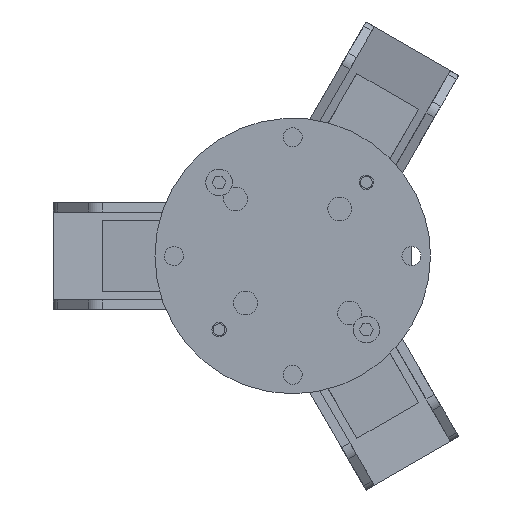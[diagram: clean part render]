
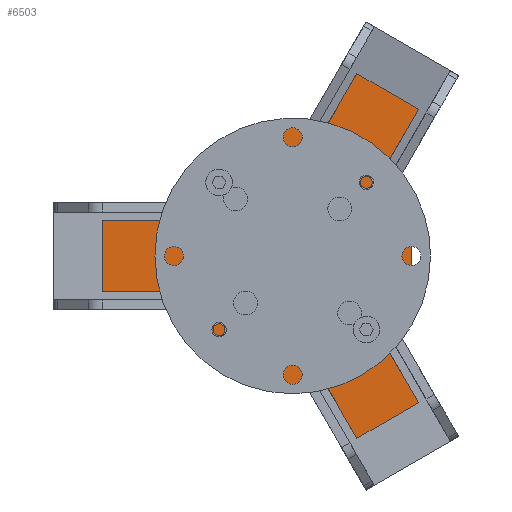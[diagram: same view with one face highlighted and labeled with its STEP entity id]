
A CAD part, front view. The second image highlights one B-rep face of the part: STEP entity #6503.
In plain terms, the highlighted planar face has unit normal (0, -1, 0).
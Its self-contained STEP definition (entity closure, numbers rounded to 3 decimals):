
#5654=CARTESIAN_POINT('',(11.249,-20.946,72.543));
#5655=VERTEX_POINT('',#5654);
#5662=CARTESIAN_POINT('',(7.744,-20.946,74.567));
#5663=VERTEX_POINT('',#5662);
#5664=CARTESIAN_POINT('',(11.249,-20.946,72.543));
#5665=DIRECTION('',(-0.866,0.,0.5));
#5666=VECTOR('',#5665,4.047);
#5667=LINE('',#5664,#5666);
#5668=EDGE_CURVE('',#5655,#5663,#5667,.T.);
#5688=CARTESIAN_POINT('',(15.244,-20.946,87.557));
#5689=VERTEX_POINT('',#5688);
#5696=CARTESIAN_POINT('',(15.244,-20.946,87.557));
#5697=DIRECTION('',(-0.5,0.,-0.866));
#5698=VECTOR('',#5697,15.);
#5699=LINE('',#5696,#5698);
#5700=EDGE_CURVE('',#5689,#5663,#5699,.T.);
#5721=CARTESIAN_POINT('',(2.254,-20.946,95.057));
#5722=VERTEX_POINT('',#5721);
#5729=CARTESIAN_POINT('',(2.254,-20.946,95.057));
#5730=DIRECTION('',(0.866,0.,-0.5));
#5731=VECTOR('',#5730,15.);
#5732=LINE('',#5729,#5731);
#5733=EDGE_CURVE('',#5722,#5689,#5732,.T.);
#5758=CARTESIAN_POINT('',(-5.246,-20.946,82.067));
#5759=VERTEX_POINT('',#5758);
#5766=CARTESIAN_POINT('',(-5.246,-20.946,82.067));
#5767=DIRECTION('',(0.5,0.,0.866));
#5768=VECTOR('',#5767,15.);
#5769=LINE('',#5766,#5768);
#5770=EDGE_CURVE('',#5759,#5722,#5769,.T.);
#5784=CARTESIAN_POINT('',(-8.751,-20.946,84.09));
#5785=VERTEX_POINT('',#5784);
#5786=CARTESIAN_POINT('',(-5.246,-20.946,82.067));
#5787=DIRECTION('',(-0.866,0.,0.5));
#5788=VECTOR('',#5787,4.047);
#5789=LINE('',#5786,#5788);
#5790=EDGE_CURVE('',#5759,#5785,#5789,.T.);
#5825=CARTESIAN_POINT('',(-13.751,-20.946,84.09));
#5826=VERTEX_POINT('',#5825);
#5833=CARTESIAN_POINT('',(-33.751,-20.946,72.543));
#5834=VERTEX_POINT('',#5833);
#5835=CARTESIAN_POINT('',(-13.751,-20.946,84.09));
#5836=DIRECTION('',(-0.866,0.,-0.5));
#5837=VECTOR('',#5836,23.094);
#5838=LINE('',#5835,#5837);
#5839=EDGE_CURVE('',#5826,#5834,#5838,.T.);
#5878=CARTESIAN_POINT('',(-36.251,-20.946,68.213));
#5879=VERTEX_POINT('',#5878);
#5880=CARTESIAN_POINT('',(-31.251,-20.946,68.213));
#5881=DIRECTION('',(-1.,0.,0.));
#5882=DIRECTION('',(0.,1.,0.));
#5883=AXIS2_PLACEMENT_3D('',#5880,#5882,#5881);
#5884=CIRCLE('',#5883,5.);
#5885=EDGE_CURVE('',#5879,#5834,#5884,.T.);
#5910=CARTESIAN_POINT('',(-36.251,-20.946,64.166));
#5911=VERTEX_POINT('',#5910);
#5912=CARTESIAN_POINT('',(-36.251,-20.946,68.213));
#5913=DIRECTION('',(0.,0.,-1.));
#5914=VECTOR('',#5913,4.047);
#5915=LINE('',#5912,#5914);
#5916=EDGE_CURVE('',#5879,#5911,#5915,.T.);
#5936=CARTESIAN_POINT('',(-51.251,-20.946,64.166));
#5937=VERTEX_POINT('',#5936);
#5944=CARTESIAN_POINT('',(-51.251,-20.946,64.166));
#5945=DIRECTION('',(1.,0.,0.));
#5946=VECTOR('',#5945,15.);
#5947=LINE('',#5944,#5946);
#5948=EDGE_CURVE('',#5937,#5911,#5947,.T.);
#5970=CARTESIAN_POINT('',(-51.251,-20.946,49.166));
#5971=VERTEX_POINT('',#5970);
#5972=CARTESIAN_POINT('',(-51.251,-20.946,64.166));
#5973=DIRECTION('',(0.,0.,-1.));
#5974=VECTOR('',#5973,15.);
#5975=LINE('',#5972,#5974);
#5976=EDGE_CURVE('',#5937,#5971,#5975,.T.);
#6006=CARTESIAN_POINT('',(-36.251,-20.946,49.166));
#6007=VERTEX_POINT('',#6006);
#6014=CARTESIAN_POINT('',(-36.251,-20.946,49.166));
#6015=DIRECTION('',(-1.,0.,0.));
#6016=VECTOR('',#6015,15.);
#6017=LINE('',#6014,#6016);
#6018=EDGE_CURVE('',#6007,#5971,#6017,.T.);
#6032=CARTESIAN_POINT('',(-36.251,-20.946,45.119));
#6033=VERTEX_POINT('',#6032);
#6034=CARTESIAN_POINT('',(-36.251,-20.946,49.166));
#6035=DIRECTION('',(0.,0.,-1.));
#6036=VECTOR('',#6035,4.047);
#6037=LINE('',#6034,#6036);
#6038=EDGE_CURVE('',#6007,#6033,#6037,.T.);
#6086=CARTESIAN_POINT('',(-33.751,-20.946,40.789));
#6087=VERTEX_POINT('',#6086);
#6088=CARTESIAN_POINT('',(-31.251,-20.946,45.119));
#6089=DIRECTION('',(-0.5,0.,-0.866));
#6090=DIRECTION('',(0.,1.,0.));
#6091=AXIS2_PLACEMENT_3D('',#6088,#6090,#6089);
#6092=CIRCLE('',#6091,5.);
#6093=EDGE_CURVE('',#6087,#6033,#6092,.T.);
#6109=CARTESIAN_POINT('',(-13.751,-20.946,29.242));
#6110=VERTEX_POINT('',#6109);
#6111=CARTESIAN_POINT('',(-33.751,-20.946,40.789));
#6112=DIRECTION('',(0.866,0.,-0.5));
#6113=VECTOR('',#6112,23.094);
#6114=LINE('',#6111,#6113);
#6115=EDGE_CURVE('',#6087,#6110,#6114,.T.);
#6163=CARTESIAN_POINT('',(-8.751,-20.946,29.242));
#6164=VERTEX_POINT('',#6163);
#6165=CARTESIAN_POINT('',(-11.251,-20.946,33.572));
#6166=DIRECTION('',(0.5,0.,-0.866));
#6167=DIRECTION('',(0.,1.,0.));
#6168=AXIS2_PLACEMENT_3D('',#6165,#6167,#6166);
#6169=CIRCLE('',#6168,5.);
#6170=EDGE_CURVE('',#6164,#6110,#6169,.T.);
#6195=CARTESIAN_POINT('',(-5.246,-20.946,31.266));
#6196=VERTEX_POINT('',#6195);
#6197=CARTESIAN_POINT('',(-8.751,-20.946,29.242));
#6198=DIRECTION('',(0.866,0.,0.5));
#6199=VECTOR('',#6198,4.047);
#6200=LINE('',#6197,#6199);
#6201=EDGE_CURVE('',#6164,#6196,#6200,.T.);
#6221=CARTESIAN_POINT('',(2.254,-20.946,18.275));
#6222=VERTEX_POINT('',#6221);
#6229=CARTESIAN_POINT('',(2.254,-20.946,18.275));
#6230=DIRECTION('',(-0.5,0.,0.866));
#6231=VECTOR('',#6230,15.);
#6232=LINE('',#6229,#6231);
#6233=EDGE_CURVE('',#6222,#6196,#6232,.T.);
#6254=CARTESIAN_POINT('',(15.244,-20.946,25.775));
#6255=VERTEX_POINT('',#6254);
#6262=CARTESIAN_POINT('',(15.244,-20.946,25.775));
#6263=DIRECTION('',(-0.866,0.,-0.5));
#6264=VECTOR('',#6263,15.);
#6265=LINE('',#6262,#6264);
#6266=EDGE_CURVE('',#6255,#6222,#6265,.T.);
#6291=CARTESIAN_POINT('',(7.744,-20.946,38.766));
#6292=VERTEX_POINT('',#6291);
#6299=CARTESIAN_POINT('',(7.744,-20.946,38.766));
#6300=DIRECTION('',(0.5,0.,-0.866));
#6301=VECTOR('',#6300,15.);
#6302=LINE('',#6299,#6301);
#6303=EDGE_CURVE('',#6292,#6255,#6302,.T.);
#6317=CARTESIAN_POINT('',(11.249,-20.946,40.789));
#6318=VERTEX_POINT('',#6317);
#6319=CARTESIAN_POINT('',(7.744,-20.946,38.766));
#6320=DIRECTION('',(0.866,0.,0.5));
#6321=VECTOR('',#6320,4.047);
#6322=LINE('',#6319,#6321);
#6323=EDGE_CURVE('',#6292,#6318,#6322,.T.);
#6371=CARTESIAN_POINT('',(13.749,-20.946,45.119));
#6372=VERTEX_POINT('',#6371);
#6373=CARTESIAN_POINT('',(8.749,-20.946,45.119));
#6374=DIRECTION('',(1.,0.,0.));
#6375=DIRECTION('',(0.,1.,0.));
#6376=AXIS2_PLACEMENT_3D('',#6373,#6375,#6374);
#6377=CIRCLE('',#6376,5.);
#6378=EDGE_CURVE('',#6372,#6318,#6377,.T.);
#6394=CARTESIAN_POINT('',(13.749,-20.946,68.213));
#6395=VERTEX_POINT('',#6394);
#6396=CARTESIAN_POINT('',(13.749,-20.946,45.119));
#6397=DIRECTION('',(0.,0.,1.));
#6398=VECTOR('',#6397,23.094);
#6399=LINE('',#6396,#6398);
#6400=EDGE_CURVE('',#6372,#6395,#6399,.T.);
#6446=CARTESIAN_POINT('',(8.749,-20.946,68.213));
#6447=DIRECTION('',(0.5,0.,0.866));
#6448=DIRECTION('',(0.,1.,0.));
#6449=AXIS2_PLACEMENT_3D('',#6446,#6448,#6447);
#6450=CIRCLE('',#6449,5.);
#6451=EDGE_CURVE('',#5655,#6395,#6450,.T.);
#6457=CARTESIAN_POINT('',(-17.804,-20.946,56.666));
#6458=DIRECTION('',(0.,0.,-1.));
#6459=DIRECTION('',(0.,-1.,0.));
#6460=AXIS2_PLACEMENT_3D('',#6457,#6459,#6458);
#6461=PLANE('',#6460);
#6462=ORIENTED_EDGE('',*,*,#6038,.T.);
#6463=ORIENTED_EDGE('',*,*,#6093,.F.);
#6464=ORIENTED_EDGE('',*,*,#6115,.T.);
#6465=ORIENTED_EDGE('',*,*,#6170,.F.);
#6466=ORIENTED_EDGE('',*,*,#6201,.T.);
#6467=ORIENTED_EDGE('',*,*,#6233,.F.);
#6468=ORIENTED_EDGE('',*,*,#6266,.F.);
#6469=ORIENTED_EDGE('',*,*,#6303,.F.);
#6470=ORIENTED_EDGE('',*,*,#6323,.T.);
#6471=ORIENTED_EDGE('',*,*,#6378,.F.);
#6472=ORIENTED_EDGE('',*,*,#6400,.T.);
#6473=ORIENTED_EDGE('',*,*,#6451,.F.);
#6474=ORIENTED_EDGE('',*,*,#5668,.T.);
#6475=ORIENTED_EDGE('',*,*,#5700,.F.);
#6476=ORIENTED_EDGE('',*,*,#5733,.F.);
#6477=ORIENTED_EDGE('',*,*,#5770,.F.);
#6478=ORIENTED_EDGE('',*,*,#5790,.T.);
#6479=CARTESIAN_POINT('',(-11.251,-20.946,84.76));
#6480=VERTEX_POINT('',#6479);
#6481=CARTESIAN_POINT('',(-11.251,-20.946,79.76));
#6482=DIRECTION('',(0.,0.,1.));
#6483=DIRECTION('',(0.,1.,0.));
#6484=AXIS2_PLACEMENT_3D('',#6481,#6483,#6482);
#6485=CIRCLE('',#6484,5.);
#6486=EDGE_CURVE('',#6480,#5785,#6485,.T.);
#6487=ORIENTED_EDGE('',*,*,#6486,.F.);
#6488=CARTESIAN_POINT('',(-11.251,-20.946,79.76));
#6489=DIRECTION('',(-0.5,0.,0.866));
#6490=DIRECTION('',(0.,1.,0.));
#6491=AXIS2_PLACEMENT_3D('',#6488,#6490,#6489);
#6492=CIRCLE('',#6491,5.);
#6493=EDGE_CURVE('',#5826,#6480,#6492,.T.);
#6494=ORIENTED_EDGE('',*,*,#6493,.F.);
#6495=ORIENTED_EDGE('',*,*,#5839,.T.);
#6496=ORIENTED_EDGE('',*,*,#5885,.F.);
#6497=ORIENTED_EDGE('',*,*,#5916,.T.);
#6498=ORIENTED_EDGE('',*,*,#5948,.F.);
#6499=ORIENTED_EDGE('',*,*,#5976,.T.);
#6500=ORIENTED_EDGE('',*,*,#6018,.F.);
#6501=EDGE_LOOP('',(#6462,#6463,#6464,#6465,#6466,#6467,#6468,#6469,#6470,#6471,#6472,#6473,#6474,#6475,#6476,#6477,#6478,#6487,#6494,#6495,#6496,#6497,#6498,#6499,#6500));
#6502=FACE_OUTER_BOUND('',#6501,.T.);
#6503=ADVANCED_FACE('',(#6502),#6461,.T.);
